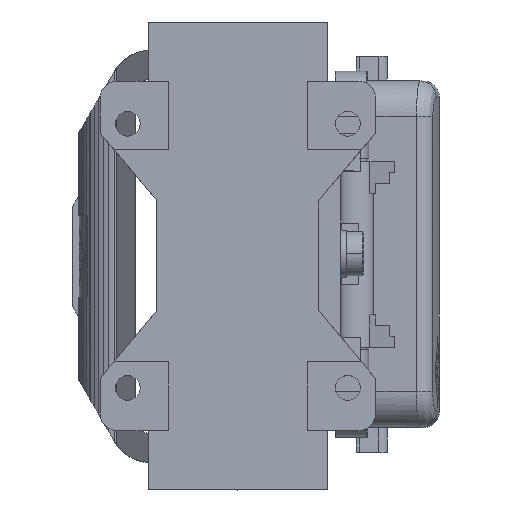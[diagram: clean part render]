
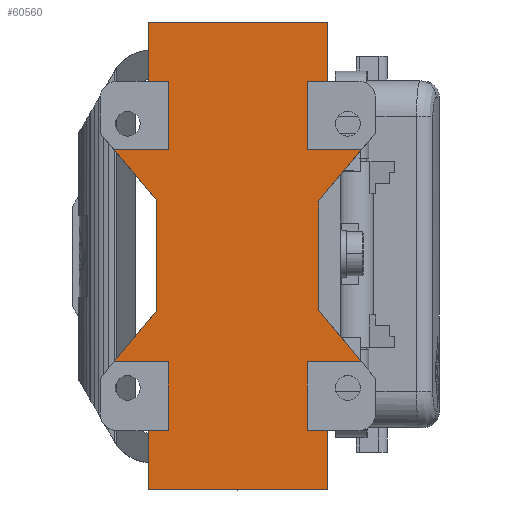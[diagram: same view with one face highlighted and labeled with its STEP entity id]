
A CAD part, top view. The second image highlights one B-rep face of the part: STEP entity #60560.
In plain terms, the highlighted face is planar.
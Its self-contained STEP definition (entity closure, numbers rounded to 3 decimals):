
#1960=CARTESIAN_POINT('',(110.274,44.742,
47.32));
#1970=VERTEX_POINT('',#1960);
#2020=CARTESIAN_POINT('',(0.,44.742,47.32));
#2030=DIRECTION('',(-1.,0.,0.));
#2040=VECTOR('',#2030,1.);
#2050=LINE('',#2020,#2040);
#2060=CARTESIAN_POINT('',(121.024,44.742,
47.32));
#2070=VERTEX_POINT('',#2060);
#2080=EDGE_CURVE('',#2070,#1970,#2050,.T.);
#2710=CARTESIAN_POINT('',(121.024,0.,47.32));
#2720=DIRECTION('',(-0.,-1.,0.));
#2730=VECTOR('',#2720,1.);
#2740=LINE('',#2710,#2730);
#2750=CARTESIAN_POINT('',(121.024,12.154,
47.32));
#2760=VERTEX_POINT('',#2750);
#2770=EDGE_CURVE('',#2070,#2760,#2740,.T.);
#17860=CARTESIAN_POINT('',(110.274,12.154,
47.32));
#17870=VERTEX_POINT('',#17860);
#17900=CARTESIAN_POINT('',(110.274,0.,47.32));
#17910=DIRECTION('',(0.,-1.,0.));
#17920=VECTOR('',#17910,1.);
#17930=LINE('',#17900,#17920);
#17940=CARTESIAN_POINT('',(110.274,15.848,
47.32));
#17950=VERTEX_POINT('',#17940);
#17960=EDGE_CURVE('',#17950,#17870,#17930,.T.);
#19360=CARTESIAN_POINT('',(46.774,44.742,
47.32));
#19370=VERTEX_POINT('',#19360);
#19400=CARTESIAN_POINT('',(46.774,0.,47.32));
#19410=DIRECTION('',(0.,-1.,0.));
#19420=VECTOR('',#19410,1.);
#19430=LINE('',#19400,#19420);
#19440=CARTESIAN_POINT('',(46.774,41.048,
47.32));
#19450=VERTEX_POINT('',#19440);
#19460=EDGE_CURVE('',#19370,#19450,#19430,.T.);
#24300=CARTESIAN_POINT('',(88.499,43.148,
47.32));
#24310=VERTEX_POINT('',#24300);
#24340=CARTESIAN_POINT('',(0.,-31.111,47.32));
#24350=DIRECTION('',(-0.766,-0.643,0.));
#24360=VECTOR('',#24350,1.);
#24370=LINE('',#24340,#24360);
#24380=CARTESIAN_POINT('',(97.77,50.928,
47.32));
#24390=VERTEX_POINT('',#24380);
#24400=EDGE_CURVE('',#24390,#24310,#24370,.T.);
#25750=CARTESIAN_POINT('',(68.549,43.148,
47.32));
#25760=VERTEX_POINT('',#25750);
#25790=CARTESIAN_POINT('',(0.,43.148,47.32));
#25800=DIRECTION('',(-1.,0.,0.));
#25810=VECTOR('',#25800,1.);
#25820=LINE('',#25790,#25810);
#25830=EDGE_CURVE('',#24310,#25760,#25820,.T.);
#26750=CARTESIAN_POINT('',(46.774,15.848,
47.32));
#26760=VERTEX_POINT('',#26750);
#26790=CARTESIAN_POINT('',(46.774,12.154,
47.32));
#26800=VERTEX_POINT('',#26790);
#26810=EDGE_CURVE('',#26760,#26800,#19430,.T.);
#29740=CARTESIAN_POINT('',(59.278,50.928,
47.32));
#29750=VERTEX_POINT('',#29740);
#29780=CARTESIAN_POINT('',(0.,100.668,47.32));
#29790=DIRECTION('',(0.766,-0.643,0.));
#29800=VECTOR('',#29790,1.);
#29810=LINE('',#29780,#29800);
#29820=EDGE_CURVE('',#29750,#25760,#29810,.T.);
#32390=CARTESIAN_POINT('',(36.024,44.742,
47.32));
#32400=VERTEX_POINT('',#32390);
#32430=CARTESIAN_POINT('',(0.,44.742,47.32));
#32440=DIRECTION('',(1.,0.,0.));
#32450=VECTOR('',#32440,1.);
#32460=LINE('',#32430,#32450);
#32470=EDGE_CURVE('',#32400,#19370,#32460,.T.);
#40220=CARTESIAN_POINT('',(110.274,41.048,
47.32));
#40230=VERTEX_POINT('',#40220);
#40260=EDGE_CURVE('',#1970,#40230,#17930,.T.);
#44730=CARTESIAN_POINT('',(59.278,15.848,
47.32));
#44740=VERTEX_POINT('',#44730);
#44770=CARTESIAN_POINT('',(157.048,15.848,
47.32));
#44780=DIRECTION('',(-1.,0.,0.));
#44790=VECTOR('',#44780,1.);
#44800=LINE('',#44770,#44790);
#44810=EDGE_CURVE('',#44740,#26760,#44800,.T.);
#45920=CARTESIAN_POINT('',(97.77,15.848,
47.32));
#45930=VERTEX_POINT('',#45920);
#45960=CARTESIAN_POINT('',(97.77,0.,47.32));
#45970=DIRECTION('',(0.,-1.,0.));
#45980=VECTOR('',#45970,1.);
#45990=LINE('',#45960,#45980);
#46000=CARTESIAN_POINT('',(97.77,5.969,
47.32));
#46010=VERTEX_POINT('',#46000);
#46020=EDGE_CURVE('',#45930,#46010,#45990,.T.);
#46290=CARTESIAN_POINT('',(0.,88.008,47.32));
#46300=DIRECTION('',(0.766,-0.643,0.));
#46310=VECTOR('',#46300,1.);
#46320=LINE('',#46290,#46310);
#46330=CARTESIAN_POINT('',(88.499,13.748,
47.32));
#46340=VERTEX_POINT('',#46330);
#46350=EDGE_CURVE('',#46340,#46010,#46320,.T.);
#48020=CARTESIAN_POINT('',(157.048,41.048,
47.32));
#48030=DIRECTION('',(-1.,0.,0.));
#48040=VECTOR('',#48030,1.);
#48050=LINE('',#48020,#48040);
#48060=CARTESIAN_POINT('',(59.278,41.048,
47.32));
#48070=VERTEX_POINT('',#48060);
#48080=EDGE_CURVE('',#48070,#19450,#48050,.T.);
#48400=CARTESIAN_POINT('',(0.,12.154,47.32));
#48410=DIRECTION('',(1.,0.,0.));
#48420=VECTOR('',#48410,1.);
#48430=LINE('',#48400,#48420);
#48440=EDGE_CURVE('',#17870,#2760,#48430,.T.);
#49470=CARTESIAN_POINT('',(0.,13.748,47.32));
#49480=DIRECTION('',(1.,0.,0.));
#49490=VECTOR('',#49480,1.);
#49500=LINE('',#49470,#49490);
#49510=CARTESIAN_POINT('',(68.549,13.748,
47.32));
#49520=VERTEX_POINT('',#49510);
#49530=EDGE_CURVE('',#49520,#46340,#49500,.T.);
#50470=CARTESIAN_POINT('',(97.77,41.048,
47.32));
#50480=VERTEX_POINT('',#50470);
#50510=CARTESIAN_POINT('',(0.,41.048,47.32));
#50520=DIRECTION('',(1.,0.,0.));
#50530=VECTOR('',#50520,1.);
#50540=LINE('',#50510,#50530);
#50550=EDGE_CURVE('',#50480,#40230,#50540,.T.);
#52840=CARTESIAN_POINT('',(0.,15.848,47.32));
#52850=DIRECTION('',(-1.,0.,0.));
#52860=VECTOR('',#52850,1.);
#52870=LINE('',#52840,#52860);
#52880=EDGE_CURVE('',#17950,#45930,#52870,.T.);
#58300=CARTESIAN_POINT('',(0.,12.154,47.32));
#58310=DIRECTION('',(-1.,0.,0.));
#58320=VECTOR('',#58310,1.);
#58330=LINE('',#58300,#58320);
#58340=CARTESIAN_POINT('',(36.024,12.154,
47.32));
#58350=VERTEX_POINT('',#58340);
#58360=EDGE_CURVE('',#26800,#58350,#58330,.T.);
#60060=CARTESIAN_POINT('',(0.,28.448,47.32));
#60070=DIRECTION('',(0.,0.,1.));
#60080=DIRECTION('',(1.,0.,0.));
#60090=AXIS2_PLACEMENT_3D('',#60060,#60070,#60080);
#60100=PLANE('',#60090);
#60110=ORIENTED_EDGE('',*,*,#58360,.T.);
#60120=ORIENTED_EDGE('',*,*,#26810,.T.);
#60130=ORIENTED_EDGE('',*,*,#44810,.T.);
#60140=CARTESIAN_POINT('',(59.278,0.,47.32));
#60150=DIRECTION('',(0.,-1.,0.));
#60160=VECTOR('',#60150,1.);
#60170=LINE('',#60140,#60160);
#60180=CARTESIAN_POINT('',(59.278,5.969,
47.32));
#60190=VERTEX_POINT('',#60180);
#60200=EDGE_CURVE('',#44740,#60190,#60170,.T.);
#60210=ORIENTED_EDGE('',*,*,#60200,.F.);
#60220=CARTESIAN_POINT('',(0.,-43.771,47.32));
#60230=DIRECTION('',(-0.766,-0.643,0.));
#60240=VECTOR('',#60230,1.);
#60250=LINE('',#60220,#60240);
#60260=EDGE_CURVE('',#49520,#60190,#60250,.T.);
#60270=ORIENTED_EDGE('',*,*,#60260,.T.);
#60280=ORIENTED_EDGE('',*,*,#49530,.F.);
#60290=ORIENTED_EDGE('',*,*,#46350,.F.);
#60300=ORIENTED_EDGE('',*,*,#46020,.T.);
#60310=ORIENTED_EDGE('',*,*,#52880,.T.);
#60320=ORIENTED_EDGE('',*,*,#17960,.F.);
#60330=ORIENTED_EDGE('',*,*,#48440,.F.);
#60340=ORIENTED_EDGE('',*,*,#2770,.T.);
#60350=ORIENTED_EDGE('',*,*,#2080,.F.);
#60360=ORIENTED_EDGE('',*,*,#40260,.F.);
#60370=ORIENTED_EDGE('',*,*,#50550,.T.);
#60380=EDGE_CURVE('',#24390,#50480,#45990,.T.);
#60390=ORIENTED_EDGE('',*,*,#60380,.T.);
#60400=ORIENTED_EDGE('',*,*,#24400,.F.);
#60410=ORIENTED_EDGE('',*,*,#25830,.F.);
#60420=ORIENTED_EDGE('',*,*,#29820,.T.);
#60430=EDGE_CURVE('',#29750,#48070,#60170,.T.);
#60440=ORIENTED_EDGE('',*,*,#60430,.F.);
#60450=ORIENTED_EDGE('',*,*,#48080,.F.);
#60460=ORIENTED_EDGE('',*,*,#19460,.T.);
#60470=ORIENTED_EDGE('',*,*,#32470,.T.);
#60480=CARTESIAN_POINT('',(36.024,0.,47.32));
#60490=DIRECTION('',(-0.,-1.,0.));
#60500=VECTOR('',#60490,1.);
#60510=LINE('',#60480,#60500);
#60520=EDGE_CURVE('',#32400,#58350,#60510,.T.);
#60530=ORIENTED_EDGE('',*,*,#60520,.F.);
#60540=EDGE_LOOP('',(#60530,#60470,#60460,#60450,#60440,#60420,#60410,
#60400,#60390,#60370,#60360,#60350,#60340,#60330,#60320,#60310,#60300,
#60290,#60280,#60270,#60210,#60130,#60120,#60110));
#60550=FACE_OUTER_BOUND('',#60540,.T.);
#60560=ADVANCED_FACE('',(#60550),#60100,.F.);
